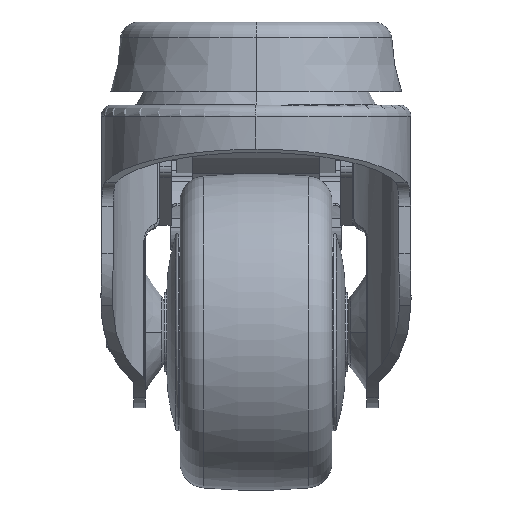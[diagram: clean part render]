
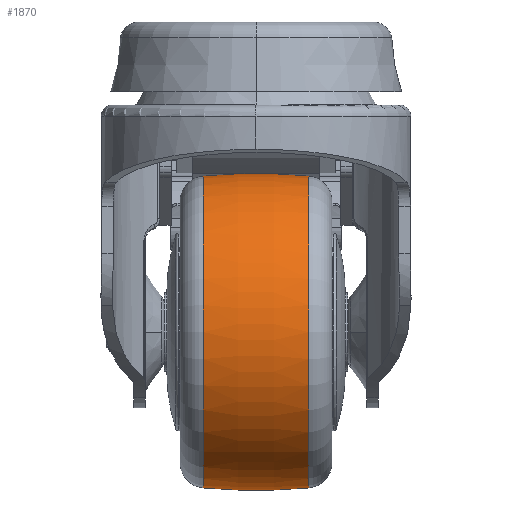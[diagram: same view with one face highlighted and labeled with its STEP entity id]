
A CAD part, left-side view. The second image highlights one B-rep face of the part: STEP entity #1870.
In plain terms, the highlighted toroidal (fillet/blend) face has major radius 71.375 mm and minor radius 96.375 mm.
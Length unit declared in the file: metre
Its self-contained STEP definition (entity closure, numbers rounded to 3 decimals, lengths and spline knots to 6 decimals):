
#1870=ADVANCED_FACE('',(#3125),#3126,.T.);
#3125=FACE_OUTER_BOUND('',#8051,.T.);
#3126=TOROIDAL_SURFACE('',#8052,-0.071375,0.096375);
#8051=EDGE_LOOP('',(#19226,#19227,#19228,#19229));
#8052=AXIS2_PLACEMENT_3D('',#19230,#19231,#19232);
#19226=ORIENTED_EDGE('',*,*,#23055,.T.);
#19227=ORIENTED_EDGE('',*,*,#23064,.F.);
#19228=ORIENTED_EDGE('',*,*,#23057,.T.);
#19229=ORIENTED_EDGE('',*,*,#23063,.T.);
#19230=CARTESIAN_POINT('',(0.,0.,0.0));
#19231=DIRECTION('',(0.,1.0,0.));
#19232=DIRECTION('',(0.0,0.,1.0));
#23055=EDGE_CURVE('',#25640,#25632,#25641,.T.);
#23057=EDGE_CURVE('',#25635,#25642,#25644,.T.);
#23063=EDGE_CURVE('',#25642,#25640,#25652,.T.);
#23064=EDGE_CURVE('',#25635,#25632,#25653,.T.);
#25632=VERTEX_POINT('',#30382);
#25635=VERTEX_POINT('',#30385);
#25640=VERTEX_POINT('',#30390);
#25641=CIRCLE('',#30391,0.096375);
#25642=VERTEX_POINT('',#30392);
#25644=CIRCLE('',#30394,0.096375);
#25652=CIRCLE('',#30402,0.024638);
#25653=CIRCLE('',#30403,0.024638);
#30382=CARTESIAN_POINT('',(0.,0.008346,0.024638));
#30385=CARTESIAN_POINT('',(0.,0.008346,-0.024638));
#30390=CARTESIAN_POINT('',(0.,-0.008346,0.024638));
#30391=AXIS2_PLACEMENT_3D('',#46560,#46561,#46562);
#30392=CARTESIAN_POINT('',(0.,-0.008346,-0.024638));
#30394=AXIS2_PLACEMENT_3D('',#46566,#46567,#46568);
#30402=AXIS2_PLACEMENT_3D('',#46584,#46585,#46586);
#30403=AXIS2_PLACEMENT_3D('',#46587,#46588,#46589);
#46560=CARTESIAN_POINT('',(0.,0.,-0.071375));
#46561=DIRECTION('',(-1.0,0.,0.));
#46562=DIRECTION('',(0.,0.,1.0));
#46566=CARTESIAN_POINT('',(0.,0.,0.071375));
#46567=DIRECTION('',(-1.0,0.,0.));
#46568=DIRECTION('',(0.,0.,-1.0));
#46584=CARTESIAN_POINT('',(0.,-0.008346,0.));
#46585=DIRECTION('',(0.,1.0,0.));
#46586=DIRECTION('',(0.,0.,1.0));
#46587=CARTESIAN_POINT('',(0.,0.008346,0.));
#46588=DIRECTION('',(0.,1.0,0.));
#46589=DIRECTION('',(0.,0.,1.0));
